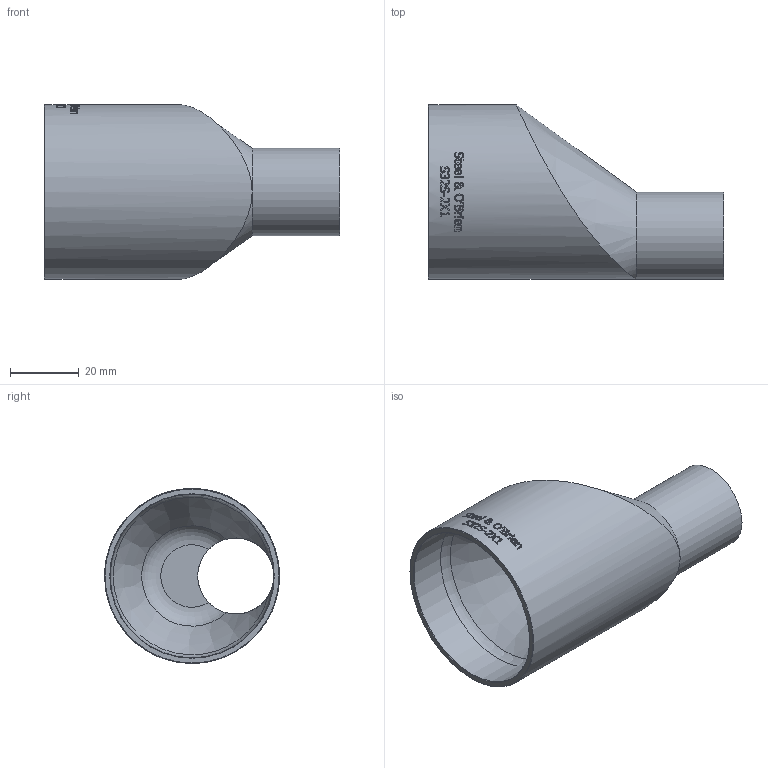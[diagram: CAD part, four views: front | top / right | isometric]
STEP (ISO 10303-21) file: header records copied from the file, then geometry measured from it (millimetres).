
FILE_DESCRIPTION(/* description */ (''),/* implementation_level */ '2;1');
FILE_NAME(/* name */ 'S32S-2X1.stp',/* time_stamp */ '2018-11-30T09:24:11-05:00',/* author */ ('rick'),/* organization */ (''),/* preprocessor_version */ 'ST-DEVELOPER v15.2',/* originating_system */ 'Autodesk Inventor 2014',/* authorisation */ '');
FILE_SCHEMA (('AUTOMOTIVE_DESIGN { 1 0 10303 214 3 1 1 }'));
Length unit declared in the file: inch
Products named in the file (1): S32S-2X1
Bounding box: 85.72 x 50.8 x 50.8 mm (x, y, z)
Volume: 46174.5 mm3; surface area: 20055.2 mm2
Topology: 1 solids, 1 shells, 370 faces, 1008 edges, 670 vertices
Faces by surface type: bspline 193, plane 137, cylinder 34, torus 4, cone 2
Full cylindrical faces by diameter (mm): 22.098 x1, 25.4 x1, 47.498 x1, 50.8 x1
Entity records: 15421 total; most frequent: CARTESIAN_POINT 7217, ORIENTED_EDGE 2002, DIRECTION 1131, EDGE_CURVE 1001, VERTEX_POINT 669, LINE 439, VECTOR 439, EDGE_LOOP 408
